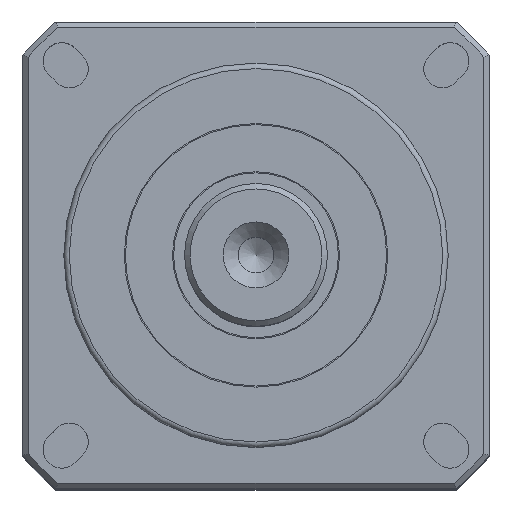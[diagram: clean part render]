
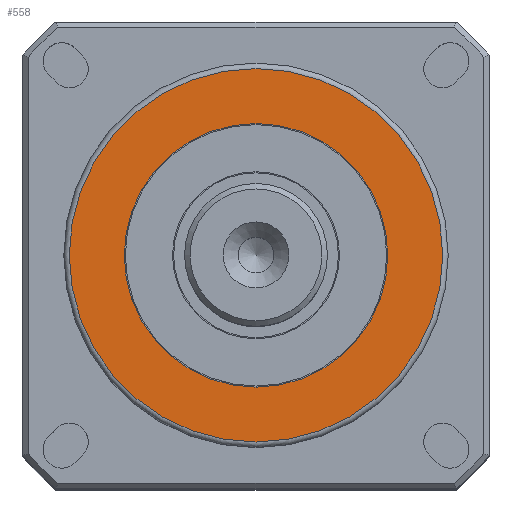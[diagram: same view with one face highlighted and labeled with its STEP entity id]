
A CAD part, top view. The second image highlights one B-rep face of the part: STEP entity #558.
In plain terms, the highlighted planar face has unit normal (0, 0, 1).
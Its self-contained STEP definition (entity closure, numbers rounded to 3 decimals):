
#558 = ADVANCED_FACE( 'NONE', ( #1182, #1183 ), #1184, .T. );
#1182 = FACE_OUTER_BOUND( '', #1812, .T. );
#1183 = FACE_BOUND( '', #1813, .T. );
#1184 = PLANE( '', #1814 );
#1812 = EDGE_LOOP( '', ( #3393 ) );
#1813 = EDGE_LOOP( '', ( #3394 ) );
#1814 = AXIS2_PLACEMENT_3D( '', #3395, #3396, #3397 );
#3393 = ORIENTED_EDGE( '', *, *, #3587, .F. );
#3394 = ORIENTED_EDGE( '', *, *, #3993, .T. );
#3395 = CARTESIAN_POINT( '', ( 0., -8.75, 68.25 ) );
#3396 = DIRECTION( '', ( 0., 0., 1. ) );
#3397 = DIRECTION( '', ( 1., 0., 0. ) );
#3587 = EDGE_CURVE( 'NONE', #4303, #4303, #4304, .T. );
#3993 = EDGE_CURVE( 'NONE', #4908, #4908, #4909, .T. );
#4303 = VERTEX_POINT( '', #5293 );
#4304 = CIRCLE( '', #5294, 17. );
#4908 = VERTEX_POINT( '', #6534 );
#4909 = CIRCLE( '', #6535, 12. );
#5293 = CARTESIAN_POINT( '', ( 0., 17., 68.25 ) );
#5294 = AXIS2_PLACEMENT_3D( '', #6885, #6886, #6887 );
#6534 = CARTESIAN_POINT( '', ( -12., 0., 68.25 ) );
#6535 = AXIS2_PLACEMENT_3D( '', #7367, #7368, #7369 );
#6885 = CARTESIAN_POINT( '', ( 0., 0., 68.25 ) );
#6886 = DIRECTION( '', ( 0., 0., -1. ) );
#6887 = DIRECTION( '', ( 0., 1., 0. ) );
#7367 = CARTESIAN_POINT( '', ( 0., 0., 68.25 ) );
#7368 = DIRECTION( '', ( 0., 0., -1. ) );
#7369 = DIRECTION( '', ( -1., 0., 0. ) );
